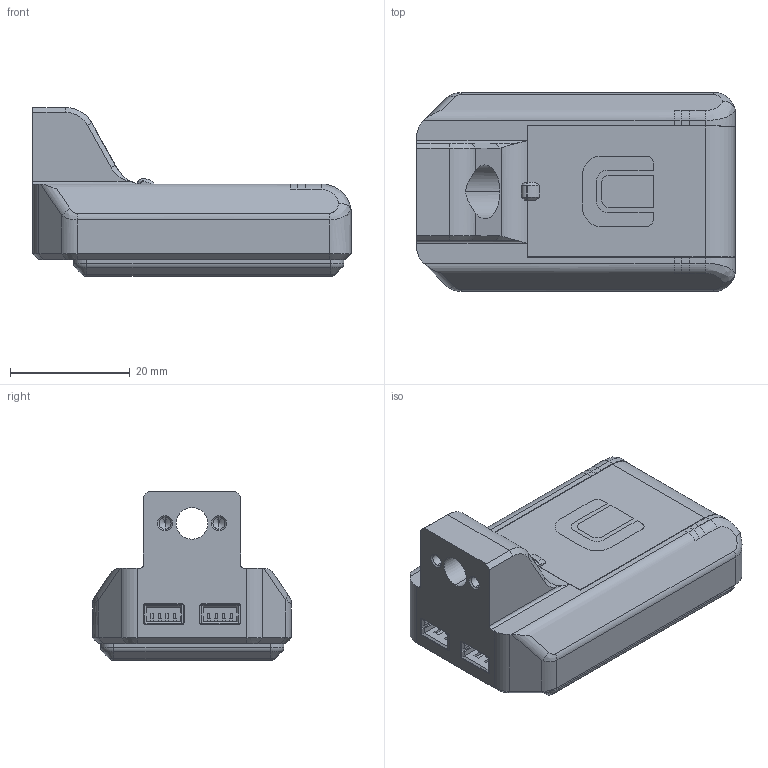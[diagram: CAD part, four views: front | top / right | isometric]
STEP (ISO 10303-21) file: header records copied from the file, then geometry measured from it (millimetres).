
FILE_DESCRIPTION (( 'STEP AP214' ), '1' );
FILE_NAME ('uSPr 2F Assem.STEP', '2025-05-01T01:49:54', ( '' ), ( '' ), 'SwSTEP 2.0', 'SolidWorks 2025', '' );
FILE_SCHEMA (( 'AUTOMOTIVE_DESIGN' ));
Length unit declared in the file: millimetre
Products named in the file (7): Lid v2; LogoDummy^uSPr 2F Assem; uSPr 2F Assem; LEDDummy^uSPr 2F Assem; uSPr 2F; uSPa46_2409; MOLEX4pin female
Assembly tree (7 placements, depth 2):
  uSPr 2F Assem
    uSPr 2F
    Lid v2
    MOLEX4pin female  x2
    LogoDummy^uSPr 2F Assem
    LEDDummy^uSPr 2F Assem
    uSPa46_2409
Bounding box: 53.2 x 33.2 x 28.17 mm (x, y, z)
Volume: 21385.8 mm3; surface area: 13918.1 mm2
Topology: 7 solids, 7 shells, 857 faces, 2296 edges, 1451 vertices
Faces by surface type: plane 669, cylinder 130, cone 26, bspline 16, sphere 8, torus 8
Entity records: 22833 total; most frequent: CARTESIAN_POINT 6293, ORIENTED_EDGE 3398, DIRECTION 3115, EDGE_CURVE 1699, LINE 1399, VECTOR 1399, VERTEX_POINT 1080, AXIS2_PLACEMENT_3D 858
